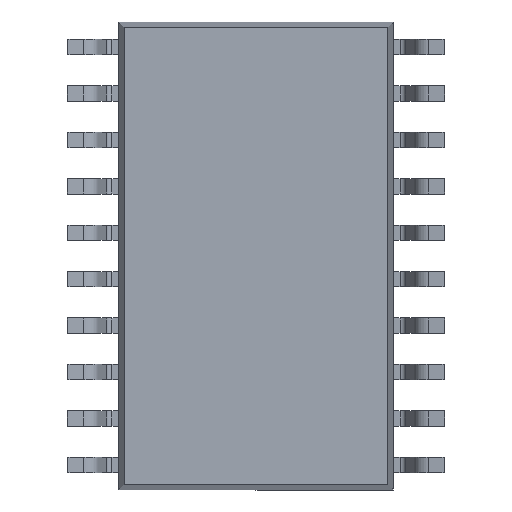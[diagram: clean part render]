
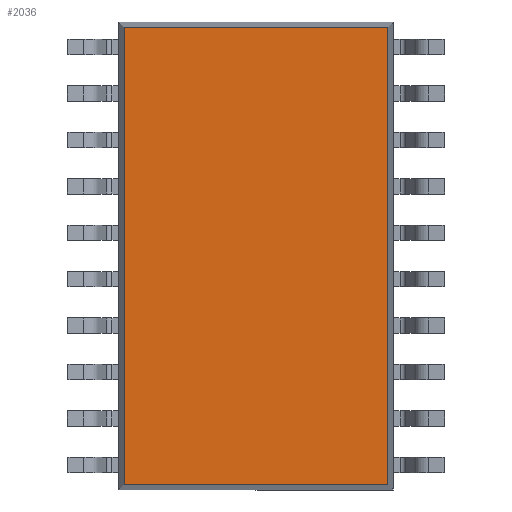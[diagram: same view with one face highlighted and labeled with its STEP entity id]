
A CAD part, front view. The second image highlights one B-rep face of the part: STEP entity #2036.
In plain terms, the highlighted planar face has unit normal (0, -1, 0).
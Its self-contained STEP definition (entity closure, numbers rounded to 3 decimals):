
#96 = EDGE_CURVE ( 'NONE', #3356, #9007, #5202, .T. ) ;
#384 = VECTOR ( 'NONE', #8055, 1000. ) ;
#533 = VERTEX_POINT ( 'NONE', #5796 ) ;
#1302 = CARTESIAN_POINT ( 'NONE',  ( 3.604, 0.3, -6.254 ) ) ;
#1455 = FACE_OUTER_BOUND ( 'NONE', #6105, .T. ) ;
#1644 = VECTOR ( 'NONE', #3011, 1000. ) ;
#1761 = LINE ( 'NONE', #6645, #1644 ) ;
#1828 = CARTESIAN_POINT ( 'NONE',  ( -3.604, 0.3, 6.254 ) ) ;
#1857 = ORIENTED_EDGE ( 'NONE', *, *, #7933, .T. ) ;
#2036 = ADVANCED_FACE ( 'NONE', ( #1455 ), #4488, .T. ) ;
#2631 = VECTOR ( 'NONE', #5560, 1000. ) ;
#2711 = CARTESIAN_POINT ( 'NONE',  ( -3.604, 0.3, 6.4 ) ) ;
#2982 = CARTESIAN_POINT ( 'NONE',  ( 0., 0.3, 0. ) ) ;
#3011 = DIRECTION ( 'NONE',  ( 0., 0., 1. ) ) ;
#3356 = VERTEX_POINT ( 'NONE', #4329 ) ;
#3537 = EDGE_CURVE ( 'NONE', #9007, #533, #1761, .T. ) ;
#3781 = ORIENTED_EDGE ( 'NONE', *, *, #96, .T. ) ;
#4329 = CARTESIAN_POINT ( 'NONE',  ( -3.604, 0.3, -6.254 ) ) ;
#4436 = CARTESIAN_POINT ( 'NONE',  ( 3.75, 0.3, 6.254 ) ) ;
#4488 = PLANE ( 'NONE',  #8381 ) ;
#4985 = EDGE_CURVE ( 'NONE', #9190, #3356, #8332, .T. ) ;
#5098 = DIRECTION ( 'NONE',  ( -1., 0., 0. ) ) ;
#5202 = LINE ( 'NONE', #8826, #384 ) ;
#5560 = DIRECTION ( 'NONE',  ( 0., 0., -1. ) ) ;
#5796 = CARTESIAN_POINT ( 'NONE',  ( 3.604, 0.3, 6.254 ) ) ;
#6105 = EDGE_LOOP ( 'NONE', ( #3781, #8729, #1857, #7805 ) ) ;
#6645 = CARTESIAN_POINT ( 'NONE',  ( 3.604, 0.3, -6.4 ) ) ;
#7805 = ORIENTED_EDGE ( 'NONE', *, *, #4985, .T. ) ;
#7933 = EDGE_CURVE ( 'NONE', #533, #9190, #9153, .T. ) ;
#8055 = DIRECTION ( 'NONE',  ( 1., 0., 0. ) ) ;
#8332 = LINE ( 'NONE', #2711, #2631 ) ;
#8339 = VECTOR ( 'NONE', #5098, 1000. ) ;
#8381 = AXIS2_PLACEMENT_3D ( 'NONE', #2982, #8761, #8852 ) ;
#8729 = ORIENTED_EDGE ( 'NONE', *, *, #3537, .T. ) ;
#8761 = DIRECTION ( 'NONE',  ( 0., -1., 0. ) ) ;
#8826 = CARTESIAN_POINT ( 'NONE',  ( -3.75, 0.3, -6.254 ) ) ;
#8852 = DIRECTION ( 'NONE',  ( 0., 0., -1. ) ) ;
#9007 = VERTEX_POINT ( 'NONE', #1302 ) ;
#9153 = LINE ( 'NONE', #4436, #8339 ) ;
#9190 = VERTEX_POINT ( 'NONE', #1828 ) ;
